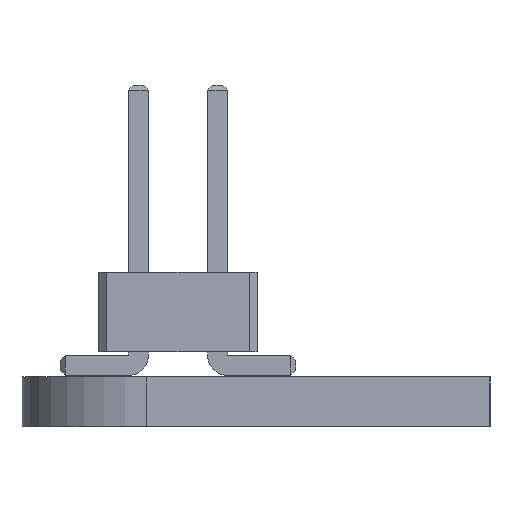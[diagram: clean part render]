
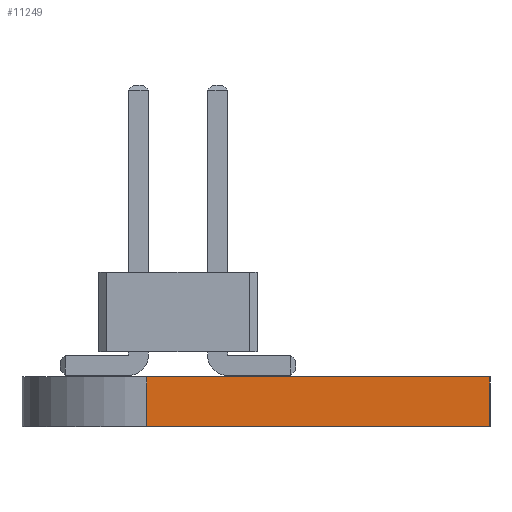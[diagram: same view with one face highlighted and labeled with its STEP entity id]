
A CAD part, left-side view. The second image highlights one B-rep face of the part: STEP entity #11249.
In plain terms, the highlighted planar face has unit normal (-1, 0, 0).
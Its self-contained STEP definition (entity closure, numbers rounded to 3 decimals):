
#9551 = CYLINDRICAL_SURFACE('',#9552,4.);
#9552 = AXIS2_PLACEMENT_3D('',#9553,#9554,#9555);
#9553 = CARTESIAN_POINT('',(138.,-92.5,0.));
#9554 = DIRECTION('',(-0.,-0.,-1.));
#9555 = DIRECTION('',(1.,0.,-0.));
#9579 = PLANE('',#9580);
#9580 = AXIS2_PLACEMENT_3D('',#9581,#9582,#9583);
#9581 = CARTESIAN_POINT('',(146.,-96.125,1.6));
#9582 = DIRECTION('',(-0.,-0.,-1.));
#9583 = DIRECTION('',(-1.,0.,0.));
#9633 = PLANE('',#9634);
#9634 = AXIS2_PLACEMENT_3D('',#9635,#9636,#9637);
#9635 = CARTESIAN_POINT('',(146.,-96.125,0.));
#9636 = DIRECTION('',(-0.,-0.,-1.));
#9637 = DIRECTION('',(-1.,0.,0.));
#9650 = VERTEX_POINT('',#9651);
#9651 = CARTESIAN_POINT('',(134.,-92.5,1.6));
#9677 = EDGE_CURVE('',#9678,#9650,#9680,.T.);
#9678 = VERTEX_POINT('',#9679);
#9679 = CARTESIAN_POINT('',(134.,-92.5,0.));
#9680 = SURFACE_CURVE('',#9681,(#9685,#9692),.PCURVE_S1.);
#9681 = LINE('',#9682,#9683);
#9682 = CARTESIAN_POINT('',(134.,-92.5,0.));
#9683 = VECTOR('',#9684,1.);
#9684 = DIRECTION('',(0.,0.,1.));
#9685 = PCURVE('',#9551,#9686);
#9686 = DEFINITIONAL_REPRESENTATION('',(#9687),#9691);
#9687 = LINE('',#9688,#9689);
#9688 = CARTESIAN_POINT('',(-3.142,0.));
#9689 = VECTOR('',#9690,1.);
#9690 = DIRECTION('',(-0.,-1.));
#9691 = ( GEOMETRIC_REPRESENTATION_CONTEXT(2) 
PARAMETRIC_REPRESENTATION_CONTEXT() REPRESENTATION_CONTEXT('2D SPACE',''
  ) );
#9692 = PCURVE('',#9693,#9698);
#9693 = PLANE('',#9694);
#9694 = AXIS2_PLACEMENT_3D('',#9695,#9696,#9697);
#9695 = CARTESIAN_POINT('',(134.,-103.5,0.));
#9696 = DIRECTION('',(-1.,0.,0.));
#9697 = DIRECTION('',(0.,1.,0.));
#9698 = DEFINITIONAL_REPRESENTATION('',(#9699),#9703);
#9699 = LINE('',#9700,#9701);
#9700 = CARTESIAN_POINT('',(11.,0.));
#9701 = VECTOR('',#9702,1.);
#9702 = DIRECTION('',(0.,-1.));
#9703 = ( GEOMETRIC_REPRESENTATION_CONTEXT(2) 
PARAMETRIC_REPRESENTATION_CONTEXT() REPRESENTATION_CONTEXT('2D SPACE',''
  ) );
#9907 = VERTEX_POINT('',#9908);
#9908 = CARTESIAN_POINT('',(134.,-103.5,0.));
#9922 = PLANE('',#9923);
#9923 = AXIS2_PLACEMENT_3D('',#9924,#9925,#9926);
#9924 = CARTESIAN_POINT('',(139.001,-103.499,0.));
#9925 = DIRECTION('',(0.,-1.,0.));
#9926 = DIRECTION('',(-1.,0.,0.));
#9934 = EDGE_CURVE('',#9907,#9678,#9935,.T.);
#9935 = SURFACE_CURVE('',#9936,(#9940,#9947),.PCURVE_S1.);
#9936 = LINE('',#9937,#9938);
#9937 = CARTESIAN_POINT('',(134.,-103.5,0.));
#9938 = VECTOR('',#9939,1.);
#9939 = DIRECTION('',(0.,1.,0.));
#9940 = PCURVE('',#9633,#9941);
#9941 = DEFINITIONAL_REPRESENTATION('',(#9942),#9946);
#9942 = LINE('',#9943,#9944);
#9943 = CARTESIAN_POINT('',(12.,-7.375));
#9944 = VECTOR('',#9945,1.);
#9945 = DIRECTION('',(0.,1.));
#9946 = ( GEOMETRIC_REPRESENTATION_CONTEXT(2) 
PARAMETRIC_REPRESENTATION_CONTEXT() REPRESENTATION_CONTEXT('2D SPACE',''
  ) );
#9947 = PCURVE('',#9693,#9948);
#9948 = DEFINITIONAL_REPRESENTATION('',(#9949),#9953);
#9949 = LINE('',#9950,#9951);
#9950 = CARTESIAN_POINT('',(0.,0.));
#9951 = VECTOR('',#9952,1.);
#9952 = DIRECTION('',(1.,0.));
#9953 = ( GEOMETRIC_REPRESENTATION_CONTEXT(2) 
PARAMETRIC_REPRESENTATION_CONTEXT() REPRESENTATION_CONTEXT('2D SPACE',''
  ) );
#10666 = VERTEX_POINT('',#10667);
#10667 = CARTESIAN_POINT('',(134.,-103.5,1.6));
#10688 = EDGE_CURVE('',#10666,#9650,#10689,.T.);
#10689 = SURFACE_CURVE('',#10690,(#10694,#10701),.PCURVE_S1.);
#10690 = LINE('',#10691,#10692);
#10691 = CARTESIAN_POINT('',(134.,-103.5,1.6));
#10692 = VECTOR('',#10693,1.);
#10693 = DIRECTION('',(0.,1.,0.));
#10694 = PCURVE('',#9579,#10695);
#10695 = DEFINITIONAL_REPRESENTATION('',(#10696),#10700);
#10696 = LINE('',#10697,#10698);
#10697 = CARTESIAN_POINT('',(12.,-7.375));
#10698 = VECTOR('',#10699,1.);
#10699 = DIRECTION('',(0.,1.));
#10700 = ( GEOMETRIC_REPRESENTATION_CONTEXT(2) 
PARAMETRIC_REPRESENTATION_CONTEXT() REPRESENTATION_CONTEXT('2D SPACE',''
  ) );
#10701 = PCURVE('',#9693,#10702);
#10702 = DEFINITIONAL_REPRESENTATION('',(#10703),#10707);
#10703 = LINE('',#10704,#10705);
#10704 = CARTESIAN_POINT('',(0.,-1.6));
#10705 = VECTOR('',#10706,1.);
#10706 = DIRECTION('',(1.,0.));
#10707 = ( GEOMETRIC_REPRESENTATION_CONTEXT(2) 
PARAMETRIC_REPRESENTATION_CONTEXT() REPRESENTATION_CONTEXT('2D SPACE',''
  ) );
#11249 = ADVANCED_FACE('',(#11250),#9693,.T.);
#11250 = FACE_BOUND('',#11251,.T.);
#11251 = EDGE_LOOP('',(#11252,#11273,#11274,#11275));
#11252 = ORIENTED_EDGE('',*,*,#11253,.T.);
#11253 = EDGE_CURVE('',#9907,#10666,#11254,.T.);
#11254 = SURFACE_CURVE('',#11255,(#11259,#11266),.PCURVE_S1.);
#11255 = LINE('',#11256,#11257);
#11256 = CARTESIAN_POINT('',(134.,-103.5,0.));
#11257 = VECTOR('',#11258,1.);
#11258 = DIRECTION('',(0.,0.,1.));
#11259 = PCURVE('',#9693,#11260);
#11260 = DEFINITIONAL_REPRESENTATION('',(#11261),#11265);
#11261 = LINE('',#11262,#11263);
#11262 = CARTESIAN_POINT('',(0.,0.));
#11263 = VECTOR('',#11264,1.);
#11264 = DIRECTION('',(0.,-1.));
#11265 = ( GEOMETRIC_REPRESENTATION_CONTEXT(2) 
PARAMETRIC_REPRESENTATION_CONTEXT() REPRESENTATION_CONTEXT('2D SPACE',''
  ) );
#11266 = PCURVE('',#9922,#11267);
#11267 = DEFINITIONAL_REPRESENTATION('',(#11268),#11272);
#11268 = LINE('',#11269,#11270);
#11269 = CARTESIAN_POINT('',(5.001,0.));
#11270 = VECTOR('',#11271,1.);
#11271 = DIRECTION('',(0.,-1.));
#11272 = ( GEOMETRIC_REPRESENTATION_CONTEXT(2) 
PARAMETRIC_REPRESENTATION_CONTEXT() REPRESENTATION_CONTEXT('2D SPACE',''
  ) );
#11273 = ORIENTED_EDGE('',*,*,#10688,.T.);
#11274 = ORIENTED_EDGE('',*,*,#9677,.F.);
#11275 = ORIENTED_EDGE('',*,*,#9934,.F.);
